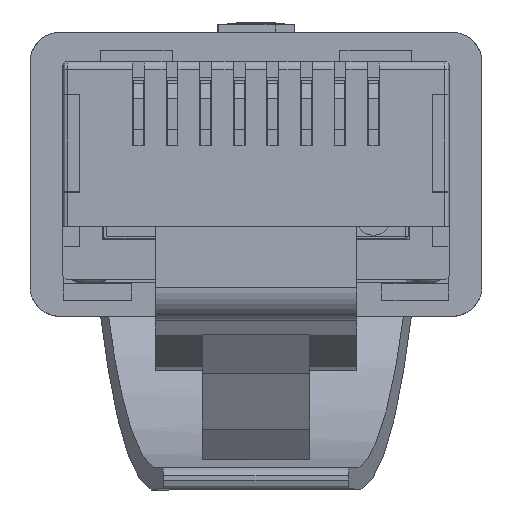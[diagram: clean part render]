
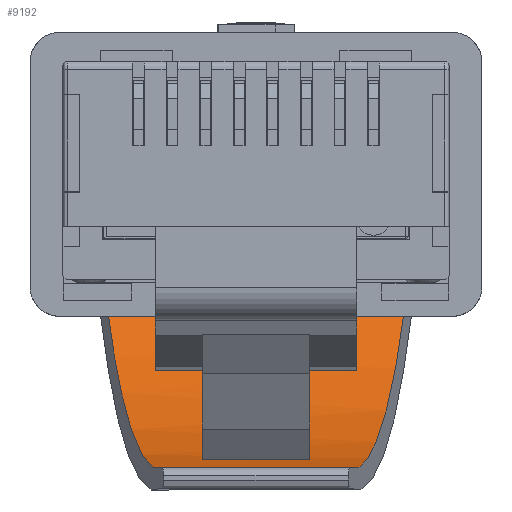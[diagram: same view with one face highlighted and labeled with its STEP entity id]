
A CAD part, front view. The second image highlights one B-rep face of the part: STEP entity #9192.
In plain terms, the highlighted cylindrical face has radius 12.7 mm (diameter 25.4 mm), a partial arc.
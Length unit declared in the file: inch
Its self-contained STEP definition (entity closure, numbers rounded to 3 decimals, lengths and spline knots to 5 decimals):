
#140 = VERTEX_POINT ( 'NONE', #2928 ) ;
#164 = CARTESIAN_POINT ( 'NONE',  ( 0.17562, 0.169, 0.06 ) ) ;
#552 = CARTESIAN_POINT ( 'NONE',  ( -0.17563, 0.169, 0.06 ) ) ;
#637 = VECTOR ( 'NONE', #1980, 39.37008 ) ;
#664 = CARTESIAN_POINT ( 'NONE',  ( 0.17562, 0.169, 0.06 ) ) ;
#887 = CARTESIAN_POINT ( 'NONE',  ( 0.16223, 0.27309, 0.14571 ) ) ;
#1408 = DIRECTION ( 'NONE',  ( 0., 0., 1. ) ) ;
#1969 = AXIS2_PLACEMENT_3D ( 'NONE', #14098, #23152, #1408 ) ;
#1980 = DIRECTION ( 'NONE',  ( -1., 0., 0. ) ) ;
#2080 = CARTESIAN_POINT ( 'NONE',  ( -0.17563, 0.169, 0.06 ) ) ;
#2224 = CARTESIAN_POINT ( 'NONE',  ( 0.185, 0.169, 0.06 ) ) ;
#2928 = CARTESIAN_POINT ( 'NONE',  ( -0.12265, 0.34896, 0.39906 ) ) ;
#2940 = EDGE_CURVE ( 'NONE', #10723, #8353, #12108, .T. ) ;
#3418 = EDGE_CURVE ( 'NONE', #8786, #140, #20516, .T. ) ;
#3517 = VECTOR ( 'NONE', #22900, 39.37008 ) ;
#5641 = ORIENTED_EDGE ( 'NONE', *, *, #19112, .F. ) ;
#5848 = ORIENTED_EDGE ( 'NONE', *, *, #21177, .T. ) ;
#5937 = CARTESIAN_POINT ( 'NONE',  ( -0.16223, 0.27309, 0.14571 ) ) ;
#6509 = ORIENTED_EDGE ( 'NONE', *, *, #3418, .F. ) ;
#8353 = VERTEX_POINT ( 'NONE', #164 ) ;
#8786 = VERTEX_POINT ( 'NONE', #2080 ) ;
#9192 = ADVANCED_FACE ( 'NONE', ( #22821 ), #12388, .F. ) ;
#9722 = CARTESIAN_POINT ( 'NONE',  ( 0.14362, 0.3363, 0.26482 ) ) ;
#10043 = CARTESIAN_POINT ( 'NONE',  ( 0.12265, 0.34896, 0.39906 ) ) ;
#10252 = CARTESIAN_POINT ( 'NONE',  ( 0.185, 0.34896, 0.39906 ) ) ;
#10723 = VERTEX_POINT ( 'NONE', #17365 ) ;
#11464 = CARTESIAN_POINT ( 'NONE',  ( -0.14362, 0.3363, 0.26482 ) ) ;
#11467 = LINE ( 'NONE', #2224, #637 ) ;
#12108 =( BOUNDED_CURVE ( )  B_SPLINE_CURVE ( 3, ( #10043, #9722, #887, #664 ),
 .UNSPECIFIED., .F., .F. ) 
 B_SPLINE_CURVE_WITH_KNOTS ( ( 4, 4 ),
 ( 1.66477, 2.45271 ),
 .UNSPECIFIED. ) 
 CURVE ( )  GEOMETRIC_REPRESENTATION_ITEM ( )  RATIONAL_B_SPLINE_CURVE ( ( 1., 0.949, 0.949, 1. ) ) 
 REPRESENTATION_ITEM ( '' )  );
#12388 = CYLINDRICAL_SURFACE ( 'NONE', #1969, 0.5 ) ;
#14098 = CARTESIAN_POINT ( 'NONE',  ( 0.185, -0.14884, 0.44598 ) ) ;
#15186 = ORIENTED_EDGE ( 'NONE', *, *, #2940, .F. ) ;
#17365 = CARTESIAN_POINT ( 'NONE',  ( 0.12265, 0.34896, 0.39906 ) ) ;
#19112 = EDGE_CURVE ( 'NONE', #8353, #8786, #11467, .T. ) ;
#19869 = EDGE_LOOP ( 'NONE', ( #6509, #5641, #15186, #5848 ) ) ;
#20279 = LINE ( 'NONE', #10252, #3517 ) ;
#20516 =( BOUNDED_CURVE ( )  B_SPLINE_CURVE ( 3, ( #552, #5937, #11464, #22337 ),
 .UNSPECIFIED., .F., .F. ) 
 B_SPLINE_CURVE_WITH_KNOTS ( ( 4, 4 ),
 ( 0.68888, 1.47683 ),
 .UNSPECIFIED. ) 
 CURVE ( )  GEOMETRIC_REPRESENTATION_ITEM ( )  RATIONAL_B_SPLINE_CURVE ( ( 1., 0.949, 0.949, 1. ) ) 
 REPRESENTATION_ITEM ( '' )  );
#21177 = EDGE_CURVE ( 'NONE', #10723, #140, #20279, .T. ) ;
#22337 = CARTESIAN_POINT ( 'NONE',  ( -0.12265, 0.34896, 0.39906 ) ) ;
#22821 = FACE_OUTER_BOUND ( 'NONE', #19869, .T. ) ;
#22900 = DIRECTION ( 'NONE',  ( -1., 0., 0. ) ) ;
#23152 = DIRECTION ( 'NONE',  ( -1., 0., 0. ) ) ;
